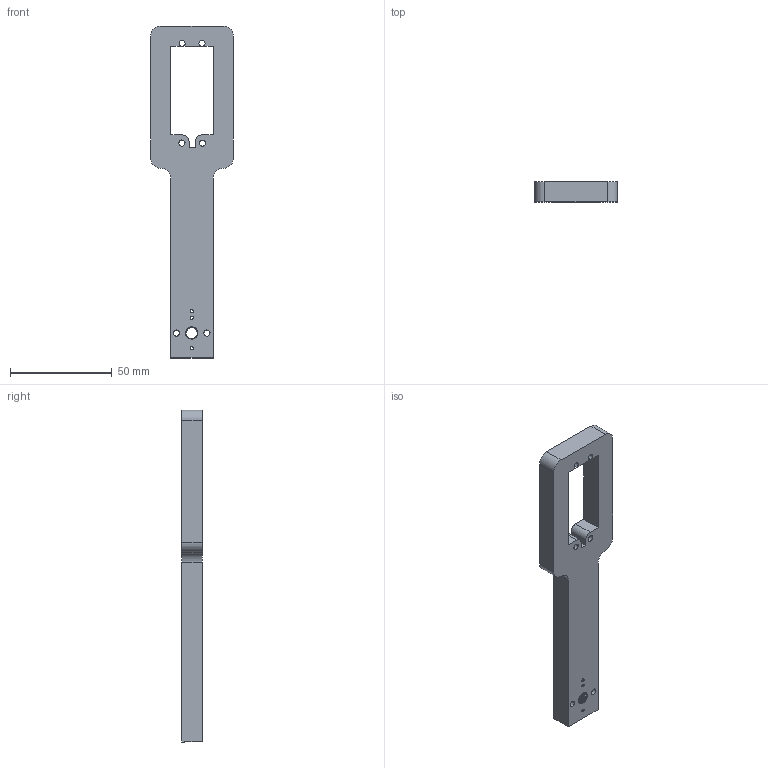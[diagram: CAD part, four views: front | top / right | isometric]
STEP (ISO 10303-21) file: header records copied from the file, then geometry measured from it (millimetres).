
FILE_DESCRIPTION(/* description */ (''),/* implementation_level */ '2;1');
FILE_NAME(/* name */ 'PageArm.step',/* time_stamp */ '2024-11-10T13:50:29+02:00',/* author */ (''),/* organization */ (''),/* preprocessor_version */ 'ST-DEVELOPER v20',/* originating_system */ 'Autodesk Translation Framework v13.20.0.188',/* authorisation */ '');
FILE_SCHEMA (('AUTOMOTIVE_DESIGN { 1 0 10303 214 3 1 1 }','AP242_MANAGED_MODEL_BASED_3D_ENGINEERING_MIM_LF { 1 0 10303 442 3 1 4 }'));
Length unit declared in the file: millimetre
Products named in the file (1): FusionComponent
Bounding box: 40.79 x 10 x 163.3 mm (x, y, z)
Volume: 37794.2 mm3; surface area: 13833.1 mm2
Topology: 1 solids, 1 shells, 110 faces, 324 edges, 216 vertices
Faces by surface type: plane 68, cylinder 42
Full cylindrical faces by diameter (mm): 1.5 x3, 3 x4
Entity records: 3741 total; most frequent: CARTESIAN_POINT 651, ORIENTED_EDGE 648, DIRECTION 630, EDGE_CURVE 324, LINE 240, VECTOR 240, VERTEX_POINT 216, AXIS2_PLACEMENT_3D 195
